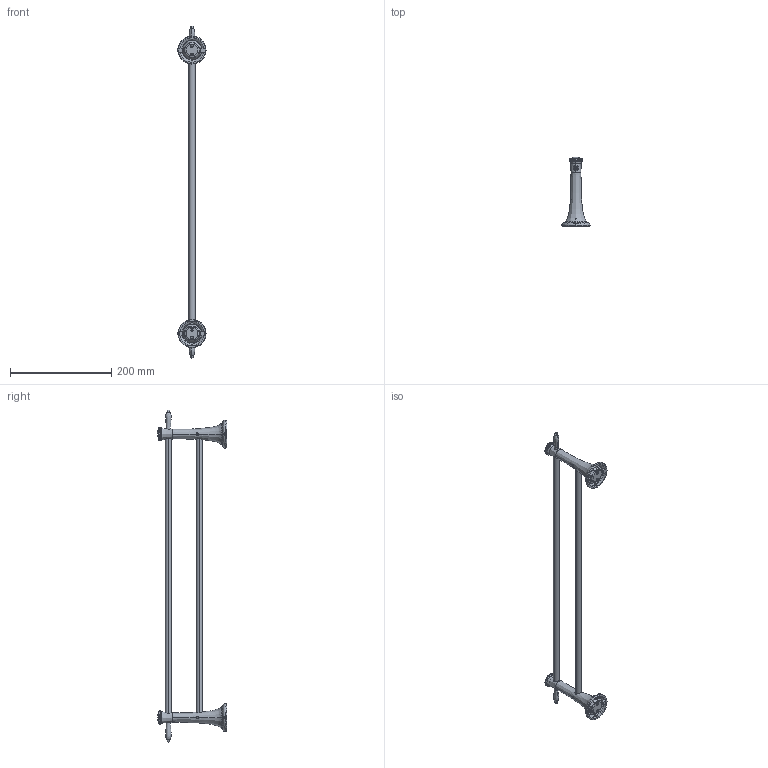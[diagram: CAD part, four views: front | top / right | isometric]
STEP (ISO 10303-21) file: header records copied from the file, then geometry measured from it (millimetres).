
FILE_DESCRIPTION (( 'STEP AP203' ), '1' );
FILE_NAME ('ARE10.stp', '2021-05-14T05:03:44', ( '' ), ( '' ), 'SwSTEP 2.0', 'SolidWorks 2021', '' );
FILE_SCHEMA (( 'CONFIG_CONTROL_DESIGN' ));
Length unit declared in the file: millimetre
Products named in the file (13): FKS-502_2_2; 5X12_2; FKS-520_8; 92522AA_5; FKS-520_8_2; FKS-002_ASM_3_ASM; 5X12; ARE10; FKS-503_4; P235020; FKS-502_2; FKS-521_14; FKS-521_14_2
Assembly tree (19 placements, depth 3):
  ARE10
    FKS-002_ASM_3_ASM
      92522AA_5  x2
      FKS-521_14_2
      FKS-521_14
      FKS-520_8_2
      FKS-520_8
      FKS-502_2_2  x2
      FKS-502_2  x2
      FKS-503_4  x2
    P235020  x2
    5X12_2  x2
    5X12  x2
Bounding box: 55.32 x 136.57 x 655.09 mm (x, y, z)
Volume: 80604.6 mm3; surface area: 138183.3 mm2
Topology: 12 solids, 24 shells, 608 faces, 1623 edges, 1042 vertices
Faces by surface type: cylinder 263, plane 181, bspline 128, cone 36
Entity records: 24486 total; most frequent: CARTESIAN_POINT 13696, ORIENTED_EDGE 2134, DIRECTION 1588, EDGE_CURVE 1095, VERTEX_POINT 712, AXIS2_PLACEMENT_3D 577, EDGE_LOOP 441, LINE 434
